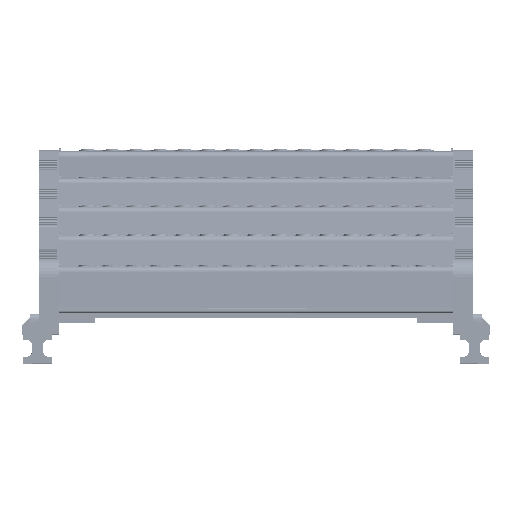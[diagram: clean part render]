
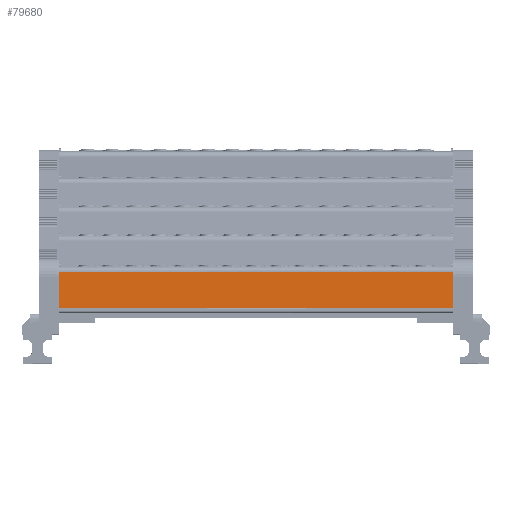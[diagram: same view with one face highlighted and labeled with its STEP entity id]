
A CAD part, top view. The second image highlights one B-rep face of the part: STEP entity #79680.
In plain terms, the highlighted planar face has unit normal (0, 0.018, 1).
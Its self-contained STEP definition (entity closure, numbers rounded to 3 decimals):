
#15490 = EDGE_LOOP ( 'NONE', ( #68739, #68811, #68926, #68814, #68849 ) ) ;
#68739 = ORIENTED_EDGE ( 'NONE', *, *, #183427, .T. ) ;
#68811 = ORIENTED_EDGE ( 'NONE', *, *, #101259, .T. ) ;
#68814 = ORIENTED_EDGE ( 'NONE', *, *, #101223, .T. ) ;
#68849 = ORIENTED_EDGE ( 'NONE', *, *, #101174, .T. ) ;
#68926 = ORIENTED_EDGE ( 'NONE', *, *, #101261, .T. ) ;
#70868 = VERTEX_POINT ( 'NONE', #169643 ) ;
#70969 = VERTEX_POINT ( 'NONE', #169863 ) ;
#71101 = VERTEX_POINT ( 'NONE', #170272 ) ;
#72497 = VERTEX_POINT ( 'NONE', #177970 ) ;
#72588 = VERTEX_POINT ( 'NONE', #178578 ) ;
#79680 = ADVANCED_FACE ( 'NONE', ( #202248 ), #202479, .T. ) ;
#86604 = B_SPLINE_CURVE_WITH_KNOTS ( 'NONE', 3,
 ( #255029, #255047, #255158, #255239 ),
 .UNSPECIFIED., .F., .F.,
 ( 4, 4 ),
 ( 0., 1. ),
 .UNSPECIFIED. ) ;
#101174 = EDGE_CURVE ( 'NONE', #70969, #72588, #116582, .T. ) ;
#101223 = EDGE_CURVE ( 'NONE', #70868, #70969, #117145, .T. ) ;
#101259 = EDGE_CURVE ( 'NONE', #72497, #71101, #117921, .T. ) ;
#101261 = EDGE_CURVE ( 'NONE', #71101, #70868, #117887, .T. ) ;
#116582 = LINE ( 'NONE', #116595, #197973 ) ;
#116595 = CARTESIAN_POINT ( 'NONE',  ( -122.564, 101.992, -275.094 ) ) ;
#116599 = DIRECTION ( 'NONE',  ( 1., 0., 0. ) ) ;
#117145 = LINE ( 'NONE', #117398, #197975 ) ;
#117398 = CARTESIAN_POINT ( 'NONE',  ( -122.564, 101.992, -275.094 ) ) ;
#117641 = DIRECTION ( 'NONE',  ( 1., 0., 0. ) ) ;
#117703 = DIRECTION ( 'NONE',  ( -1., 0., 0. ) ) ;
#117708 = CARTESIAN_POINT ( 'NONE',  ( -160.799, 121.873, -275.441 ) ) ;
#117723 = DIRECTION ( 'NONE',  ( 0., -1., 0.017 ) ) ;
#117791 = CARTESIAN_POINT ( 'NONE',  ( -122.564, 121.873, -275.441 ) ) ;
#117887 = LINE ( 'NONE', #117708, #198058 ) ;
#117921 = LINE ( 'NONE', #117791, #198012 ) ;
#169643 = CARTESIAN_POINT ( 'NONE',  ( -160.799, 101.992, -275.094 ) ) ;
#169863 = CARTESIAN_POINT ( 'NONE',  ( -58.14, 101.992, -275.094 ) ) ;
#170272 = CARTESIAN_POINT ( 'NONE',  ( -160.799, 121.873, -275.441 ) ) ;
#177970 = CARTESIAN_POINT ( 'NONE',  ( 44.197, 121.873, -275.441 ) ) ;
#178578 = CARTESIAN_POINT ( 'NONE',  ( 44.197, 101.992, -275.094 ) ) ;
#183427 = EDGE_CURVE ( 'NONE', #72588, #72497, #86604, .T. ) ;
#197973 = VECTOR ( 'NONE', #116599, 1000. ) ;
#197975 = VECTOR ( 'NONE', #117641, 1000. ) ;
#198012 = VECTOR ( 'NONE', #117703, 1000. ) ;
#198058 = VECTOR ( 'NONE', #117723, 1000. ) ;
#202248 = FACE_OUTER_BOUND ( 'NONE', #15490, .T. ) ;
#202383 = DIRECTION ( 'NONE',  ( 0., -1., 0.017 ) ) ;
#202475 = CARTESIAN_POINT ( 'NONE',  ( -122.564, 113.513, -275.295 ) ) ;
#202479 = PLANE ( 'NONE',  #246644 ) ;
#202489 = DIRECTION ( 'NONE',  ( 0., 0.017, 1. ) ) ;
#246644 = AXIS2_PLACEMENT_3D ( 'NONE', #202475, #202489, #202383 ) ;
#255029 = CARTESIAN_POINT ( 'NONE',  ( 44.197, 101.992, -275.094 ) ) ;
#255047 = CARTESIAN_POINT ( 'NONE',  ( 44.197, 108.619, -275.21 ) ) ;
#255158 = CARTESIAN_POINT ( 'NONE',  ( 44.197, 115.246, -275.325 ) ) ;
#255239 = CARTESIAN_POINT ( 'NONE',  ( 44.197, 121.873, -275.441 ) ) ;
